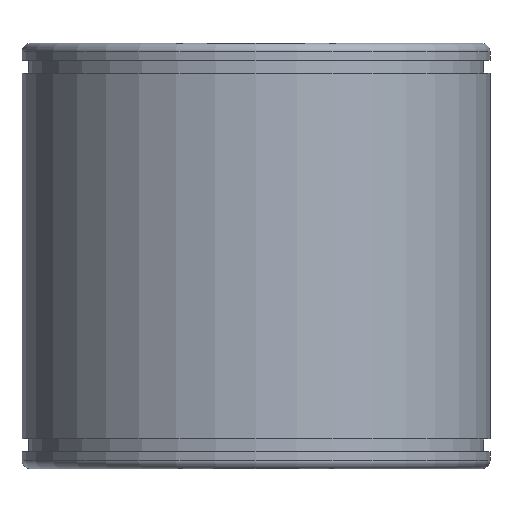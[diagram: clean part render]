
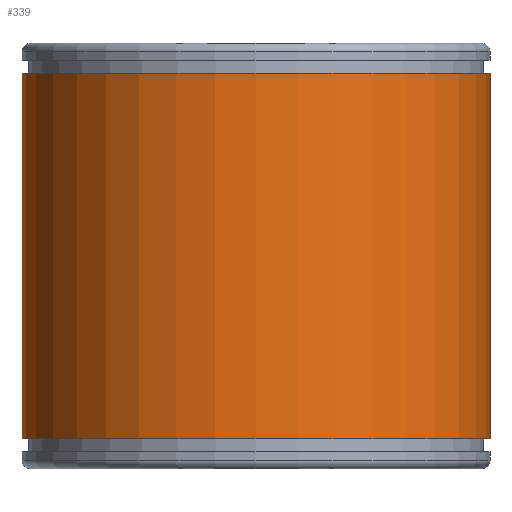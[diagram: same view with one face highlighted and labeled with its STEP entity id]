
A CAD part, front view. The second image highlights one B-rep face of the part: STEP entity #339.
In plain terms, the highlighted cylindrical face has radius 55 mm (diameter 110 mm), a full revolution.
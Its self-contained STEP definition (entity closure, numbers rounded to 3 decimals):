
#33=CYLINDRICAL_SURFACE('',#402,55.);
#95=ORIENTED_EDGE('',*,*,#135,.T.);
#96=ORIENTED_EDGE('',*,*,#134,.F.);
#134=EDGE_CURVE('',#164,#164,#191,.T.);
#135=EDGE_CURVE('',#165,#165,#192,.T.);
#164=VERTEX_POINT('',#624);
#165=VERTEX_POINT('',#627);
#191=CIRCLE('',#401,55.);
#192=CIRCLE('',#403,55.);
#241=EDGE_LOOP('',(#95));
#242=EDGE_LOOP('',(#96));
#301=FACE_BOUND('',#241,.T.);
#302=FACE_BOUND('',#242,.T.);
#339=ADVANCED_FACE('',(#301,#302),#33,.T.);
#401=AXIS2_PLACEMENT_3D('',#623,#499,#500);
#402=AXIS2_PLACEMENT_3D('',#625,#501,#502);
#403=AXIS2_PLACEMENT_3D('',#626,#503,#504);
#499=DIRECTION('',(0.,0.,-1.));
#500=DIRECTION('',(-1.,0.,0.));
#501=DIRECTION('',(0.,0.,-1.));
#502=DIRECTION('',(-1.,0.,0.));
#503=DIRECTION('',(0.,0.,-1.));
#504=DIRECTION('',(-1.,0.,0.));
#623=CARTESIAN_POINT('',(0.,0.,-43.));
#624=CARTESIAN_POINT('',(-55.,0.,-43.));
#625=CARTESIAN_POINT('',(0.,0.,-500.));
#626=CARTESIAN_POINT('',(0.,0.,43.));
#627=CARTESIAN_POINT('',(-55.,0.,43.));
